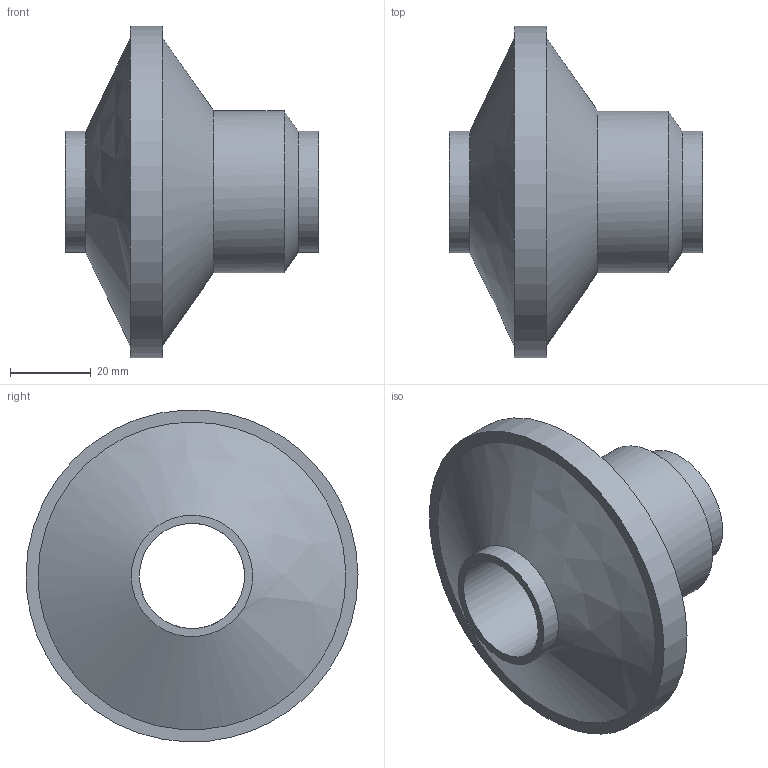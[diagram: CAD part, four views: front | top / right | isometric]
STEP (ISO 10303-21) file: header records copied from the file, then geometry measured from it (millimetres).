
FILE_DESCRIPTION((''),'2;1');
FILE_NAME('TD107007.stp','2005-09-05T13:49:00',('User'), ('SDRC'),'I-DEAS Master Series 9','UNIX','Yes');
FILE_SCHEMA(('CONFIG_CONTROL_DESIGN'));
Length unit declared in the file: millimetre
Bounding box: 62.5 x 82 x 81.93 mm (x, y, z)
Volume: 102739.5 mm3; surface area: 21107.1 mm2
Topology: 1 solids, 1 shells, 12 faces, 20 edges, 12 vertices
Faces by surface type: bspline 12
Entity records: 467 total; most frequent: CARTESIAN_POINT 240, ORIENTED_EDGE 40, EDGE_CURVE 20, EDGE_LOOP 16, VERTEX_POINT 12, FACE_OUTER_BOUND 12, ADVANCED_FACE 12, PERSON 8
